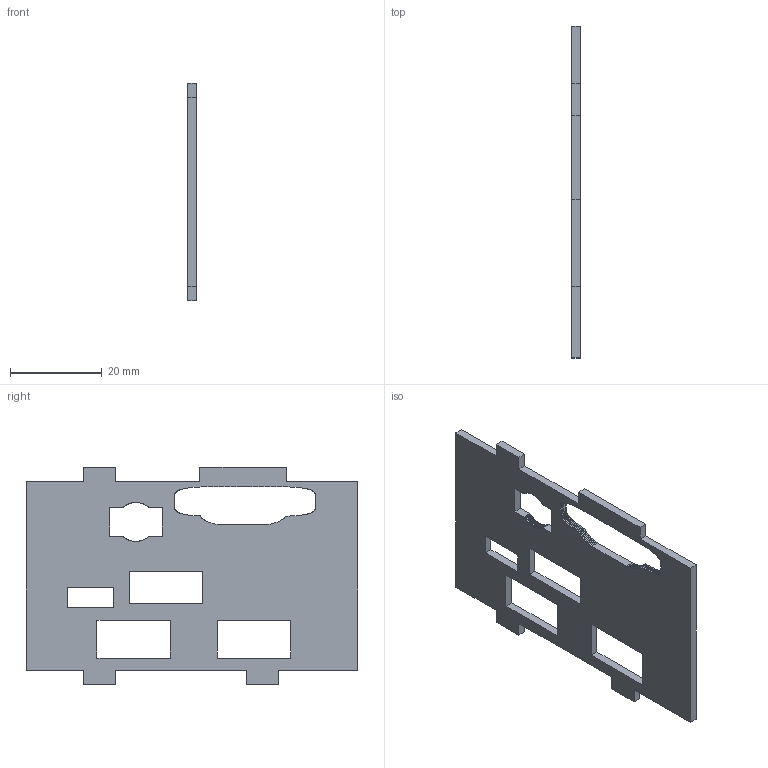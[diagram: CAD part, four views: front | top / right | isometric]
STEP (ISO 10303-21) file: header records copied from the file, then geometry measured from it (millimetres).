
FILE_DESCRIPTION(/* description */ ('FreeCAD Model'),/* implementation_level */ '2;1');
FILE_NAME(/* name */ 'Power.step',/* time_stamp */ '2024-09-08T12:47:54-04:00',/* author */ (''),/* organization */ (''),/* preprocessor_version */ 'ST-DEVELOPER v20',/* originating_system */ 'Autodesk Translation Framework v13.14.0.145',/* authorisation */ '');
FILE_SCHEMA (('AUTOMOTIVE_DESIGN { 1 0 10303 214 3 1 1 }'));
Length unit declared in the file: millimetre
Products named in the file (1): PowerPanel001 (Solid)001
Bounding box: 1.8 x 72.5 x 47.58 mm (x, y, z)
Volume: 4316 mm3; surface area: 5754.2 mm2
Topology: 1 solids, 1 shells, 563 faces, 1683 edges, 1122 vertices
Faces by surface type: plane 563
Entity records: 18601 total; most frequent: CARTESIAN_POINT 3369, ORIENTED_EDGE 3366, DIRECTION 2811, LINE 1683, VECTOR 1683, EDGE_CURVE 1683, VERTEX_POINT 1122, EDGE_LOOP 575
